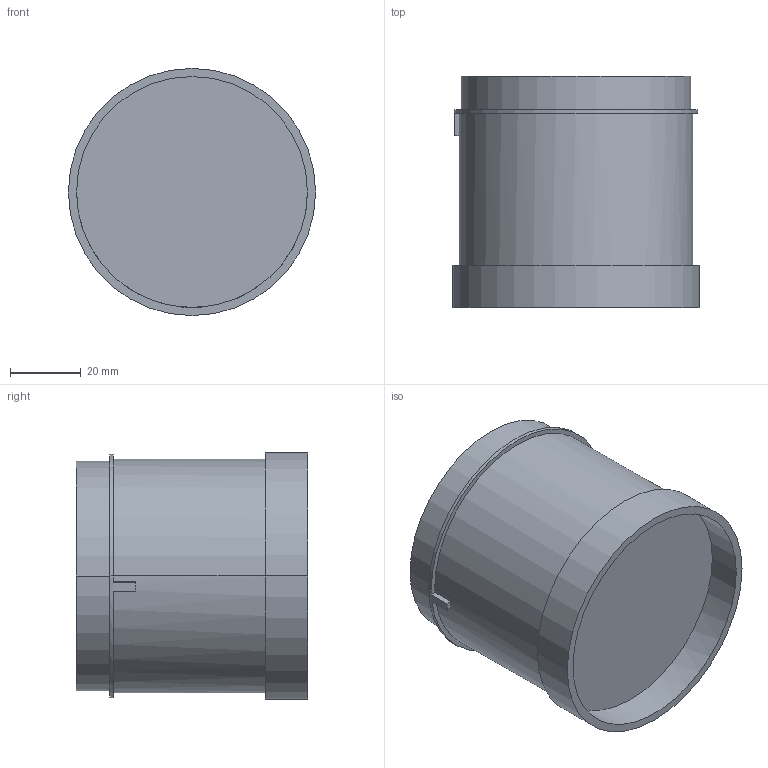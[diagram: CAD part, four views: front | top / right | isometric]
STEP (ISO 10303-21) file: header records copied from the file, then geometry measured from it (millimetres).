
FILE_DESCRIPTION(('SolidDesigner STEP Export'),'2;1');
FILE_NAME('2700115_PSD_S_OE_LED_FL_RD-select.stp','2015-04-23T10:31:39',(''),(''),'Creo Elements/Direct Modeling STEP processor for AP214 (Solid Model)','Creo Elements/Direct Modeling 18.1 06-May-2012 (C) Parametric Technology GmbH','');
FILE_SCHEMA(('AUTOMOTIVE_DESIGN { 1 0 10303 214 1 1 1 1 }'));
Length unit declared in the file: millimetre
Products named in the file (1): 2700115_PSD_S_OE_LED_FL_RD-select
Bounding box: 70 x 65.5 x 70 mm (x, y, z)
Volume: 197221.8 mm3; surface area: 24020 mm2
Topology: 1 solids, 1 shells, 19 faces, 44 edges, 30 vertices
Faces by surface type: cylinder 10, plane 9
Entity records: 664 total; most frequent: ORIENTED_EDGE 88, DIRECTION 82, CARTESIAN_POINT 80, EDGE_CURVE 44, AXIS2_PLACEMENT_3D 32, VERTEX_POINT 30, EDGE_LOOP 22, COLOUR_RGB 20
